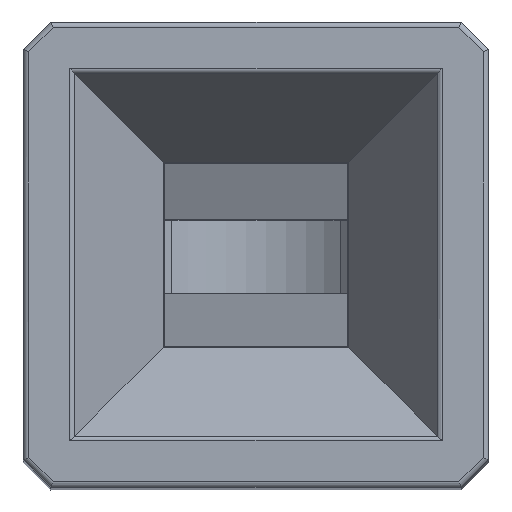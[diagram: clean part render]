
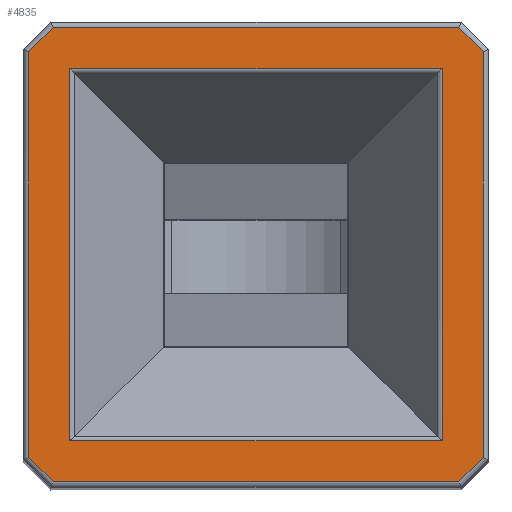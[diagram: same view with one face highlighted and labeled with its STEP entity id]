
A CAD part, top view. The second image highlights one B-rep face of the part: STEP entity #4835.
In plain terms, the highlighted planar face has unit normal (0, 0, 1).
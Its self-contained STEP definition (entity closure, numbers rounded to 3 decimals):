
#99=FACE_BOUND('',#491,.T.);
#215=FACE_OUTER_BOUND('',#490,.T.);
#490=EDGE_LOOP('',(#3419,#3420,#3421,#3422,#3423,#3424,#3425,#3426));
#491=EDGE_LOOP('',(#3427,#3428,#3429,#3430));
#948=LINE('',#7179,#1566);
#949=LINE('',#7183,#1567);
#950=LINE('',#7187,#1568);
#951=LINE('',#7191,#1569);
#952=LINE('',#7195,#1570);
#953=LINE('',#7199,#1571);
#954=LINE('',#7203,#1572);
#955=LINE('',#7206,#1573);
#956=LINE('',#7210,#1574);
#957=LINE('',#7212,#1575);
#958=LINE('',#7214,#1576);
#959=LINE('',#7215,#1577);
#1566=VECTOR('',#5734,1.);
#1567=VECTOR('',#5739,1.);
#1568=VECTOR('',#5744,1.);
#1569=VECTOR('',#5749,1.);
#1570=VECTOR('',#5754,1.);
#1571=VECTOR('',#5759,1.);
#1572=VECTOR('',#5764,1.);
#1573=VECTOR('',#5769,1.);
#1574=VECTOR('',#5772,1.);
#1575=VECTOR('',#5773,1.);
#1576=VECTOR('',#5774,1.);
#1577=VECTOR('',#5775,1.);
#2174=VERTEX_POINT('',#7176);
#2175=VERTEX_POINT('',#7178);
#2176=VERTEX_POINT('',#7182);
#2177=VERTEX_POINT('',#7186);
#2178=VERTEX_POINT('',#7190);
#2179=VERTEX_POINT('',#7194);
#2180=VERTEX_POINT('',#7198);
#2181=VERTEX_POINT('',#7202);
#2182=VERTEX_POINT('',#7208);
#2183=VERTEX_POINT('',#7209);
#2184=VERTEX_POINT('',#7211);
#2185=VERTEX_POINT('',#7213);
#2654=EDGE_CURVE('',#2175,#2174,#948,.T.);
#2656=EDGE_CURVE('',#2175,#2176,#949,.T.);
#2658=EDGE_CURVE('',#2177,#2176,#950,.T.);
#2660=EDGE_CURVE('',#2177,#2178,#951,.T.);
#2662=EDGE_CURVE('',#2179,#2178,#952,.T.);
#2664=EDGE_CURVE('',#2179,#2180,#953,.T.);
#2666=EDGE_CURVE('',#2181,#2180,#954,.T.);
#2668=EDGE_CURVE('',#2181,#2174,#955,.T.);
#2669=EDGE_CURVE('',#2182,#2183,#956,.T.);
#2670=EDGE_CURVE('',#2184,#2182,#957,.T.);
#2671=EDGE_CURVE('',#2185,#2184,#958,.T.);
#2672=EDGE_CURVE('',#2183,#2185,#959,.T.);
#3419=ORIENTED_EDGE('',*,*,#2654,.T.);
#3420=ORIENTED_EDGE('',*,*,#2668,.F.);
#3421=ORIENTED_EDGE('',*,*,#2666,.T.);
#3422=ORIENTED_EDGE('',*,*,#2664,.F.);
#3423=ORIENTED_EDGE('',*,*,#2662,.T.);
#3424=ORIENTED_EDGE('',*,*,#2660,.F.);
#3425=ORIENTED_EDGE('',*,*,#2658,.T.);
#3426=ORIENTED_EDGE('',*,*,#2656,.F.);
#3427=ORIENTED_EDGE('',*,*,#2669,.F.);
#3428=ORIENTED_EDGE('',*,*,#2670,.F.);
#3429=ORIENTED_EDGE('',*,*,#2671,.F.);
#3430=ORIENTED_EDGE('',*,*,#2672,.F.);
#4513=PLANE('',#5155);
#4835=ADVANCED_FACE('',(#215,#99),#4513,.T.);
#5155=AXIS2_PLACEMENT_3D('',#7207,#5770,#5771);
#5734=DIRECTION('',(0.707,0.707,0.));
#5739=DIRECTION('',(-1.,0.,0.));
#5744=DIRECTION('',(0.707,-0.707,0.));
#5749=DIRECTION('',(0.,1.,0.));
#5754=DIRECTION('',(-0.707,-0.707,0.));
#5759=DIRECTION('',(1.,0.,0.));
#5764=DIRECTION('',(-0.707,0.707,0.));
#5769=DIRECTION('',(0.,-1.,0.));
#5770=DIRECTION('center_axis',(0.,0.,1.));
#5771=DIRECTION('ref_axis',(1.,0.,0.));
#5772=DIRECTION('',(1.,0.,0.));
#5773=DIRECTION('',(0.,-1.,0.));
#5774=DIRECTION('',(-1.,0.,0.));
#5775=DIRECTION('',(0.,1.,0.));
#7176=CARTESIAN_POINT('',(78.202,77.506,8.5));
#7178=CARTESIAN_POINT('',(78.07,77.373,8.5));
#7179=CARTESIAN_POINT('',(78.07,77.373,8.5));
#7182=CARTESIAN_POINT('',(75.855,77.373,8.5));
#7183=CARTESIAN_POINT('',(78.07,77.373,8.5));
#7186=CARTESIAN_POINT('',(75.722,77.506,8.5));
#7187=CARTESIAN_POINT('',(75.722,77.506,8.5));
#7190=CARTESIAN_POINT('',(75.722,79.721,8.5));
#7191=CARTESIAN_POINT('',(75.722,77.506,8.5));
#7194=CARTESIAN_POINT('',(75.855,79.853,8.5));
#7195=CARTESIAN_POINT('',(75.855,79.853,8.5));
#7198=CARTESIAN_POINT('',(78.07,79.853,8.5));
#7199=CARTESIAN_POINT('',(75.855,79.853,8.5));
#7202=CARTESIAN_POINT('',(78.202,79.721,8.5));
#7203=CARTESIAN_POINT('',(78.202,79.721,8.5));
#7206=CARTESIAN_POINT('',(78.202,79.721,8.5));
#7207=CARTESIAN_POINT('Origin',(76.962,78.613,8.5));
#7208=CARTESIAN_POINT('',(75.947,77.598,8.5));
#7209=CARTESIAN_POINT('',(77.978,77.598,8.5));
#7210=CARTESIAN_POINT('',(75.947,77.598,8.5));
#7211=CARTESIAN_POINT('',(75.947,79.629,8.5));
#7212=CARTESIAN_POINT('',(75.947,79.629,8.5));
#7213=CARTESIAN_POINT('',(77.978,79.629,8.5));
#7214=CARTESIAN_POINT('',(77.978,79.629,8.5));
#7215=CARTESIAN_POINT('',(77.978,77.598,8.5));
